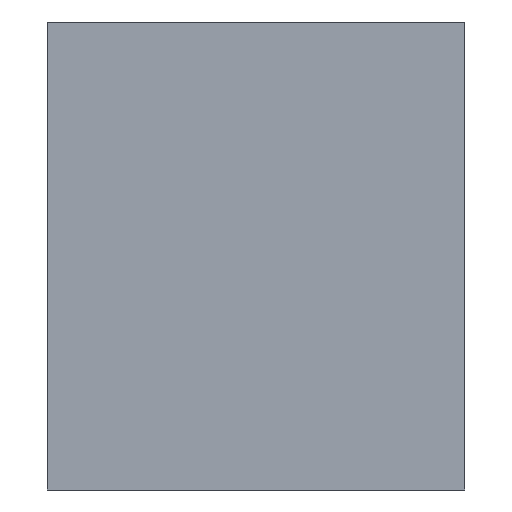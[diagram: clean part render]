
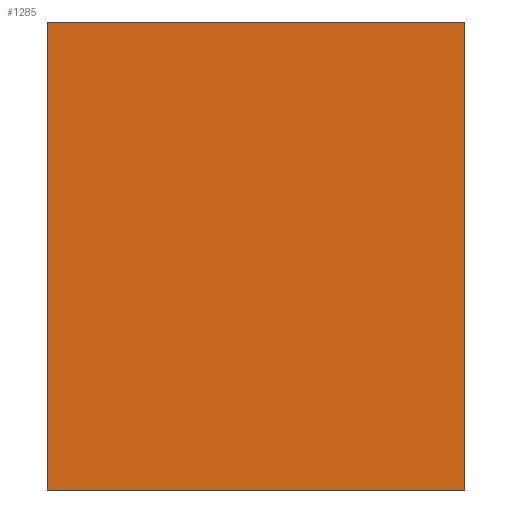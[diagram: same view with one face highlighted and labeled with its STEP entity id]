
A CAD part, front view. The second image highlights one B-rep face of the part: STEP entity #1285.
In plain terms, the highlighted free-form (B-spline) face has degree [1, 1] with [2, 2] control points.
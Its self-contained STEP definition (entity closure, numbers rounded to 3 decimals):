
#1200 = VERTEX_POINT('',#1201);
#1201 = CARTESIAN_POINT('',(76.588,45.953,
    421.539));
#1214 = VERTEX_POINT('',#1215);
#1215 = CARTESIAN_POINT('',(265.906,45.953,
    421.539));
#1220 = EDGE_CURVE('',#1200,#1214,#1221,.T.);
#1221 = B_SPLINE_CURVE_WITH_KNOTS('',1,(#1222,#1223),.UNSPECIFIED.,.F.,
  .F.,(2,2),(-87.313,87.313),.PIECEWISE_BEZIER_KNOTS.);
#1222 = CARTESIAN_POINT('',(76.588,45.953,
    421.539));
#1223 = CARTESIAN_POINT('',(265.906,45.953,
    421.539));
#1264 = VERTEX_POINT('',#1265);
#1265 = CARTESIAN_POINT('',(265.906,45.953,
    633.575));
#1270 = EDGE_CURVE('',#1214,#1264,#1271,.T.);
#1271 = B_SPLINE_CURVE_WITH_KNOTS('',1,(#1272,#1273),.UNSPECIFIED.,.F.,
  .F.,(2,2),(-139.804,55.776),.PIECEWISE_BEZIER_KNOTS.);
#1272 = CARTESIAN_POINT('',(265.906,45.953,
    421.539));
#1273 = CARTESIAN_POINT('',(265.906,45.953,
    633.575));
#1285 = ADVANCED_FACE('',(#1286),#1302,.F.);
#1286 = FACE_BOUND('',#1287,.T.);
#1287 = EDGE_LOOP('',(#1288,#1289,#1290,#1297));
#1288 = ORIENTED_EDGE('',*,*,#1220,.T.);
#1289 = ORIENTED_EDGE('',*,*,#1270,.T.);
#1290 = ORIENTED_EDGE('',*,*,#1291,.F.);
#1291 = EDGE_CURVE('',#1292,#1264,#1294,.T.);
#1292 = VERTEX_POINT('',#1293);
#1293 = CARTESIAN_POINT('',(76.588,45.953,
    633.575));
#1294 = B_SPLINE_CURVE_WITH_KNOTS('',1,(#1295,#1296),.UNSPECIFIED.,.F.,
  .F.,(2,2),(-87.312,87.313),.PIECEWISE_BEZIER_KNOTS.);
#1295 = CARTESIAN_POINT('',(76.588,45.953,
    633.575));
#1296 = CARTESIAN_POINT('',(265.906,45.953,
    633.575));
#1297 = ORIENTED_EDGE('',*,*,#1298,.F.);
#1298 = EDGE_CURVE('',#1200,#1292,#1299,.T.);
#1299 = B_SPLINE_CURVE_WITH_KNOTS('',1,(#1300,#1301),.UNSPECIFIED.,.F.,
  .F.,(2,2),(-139.804,55.776),.PIECEWISE_BEZIER_KNOTS.);
#1300 = CARTESIAN_POINT('',(76.588,45.953,
    421.539));
#1301 = CARTESIAN_POINT('',(76.588,45.953,
    633.575));
#1302 = B_SPLINE_SURFACE_WITH_KNOTS('',1,1,(
    (#1303,#1304)
    ,(#1305,#1306
    )),.UNSPECIFIED.,.F.,.F.,.F.,(2,2),(2,2),(-97.79,
    97.79),(-87.313,87.313),.PIECEWISE_BEZIER_KNOTS.);
#1303 = CARTESIAN_POINT('',(76.588,45.953,
    421.539));
#1304 = CARTESIAN_POINT('',(265.906,45.953,
    421.539));
#1305 = CARTESIAN_POINT('',(76.588,45.953,
    633.575));
#1306 = CARTESIAN_POINT('',(265.906,45.953,
    633.575));
